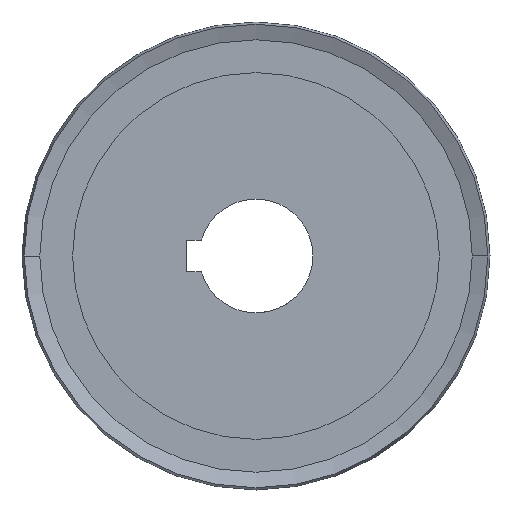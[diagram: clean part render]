
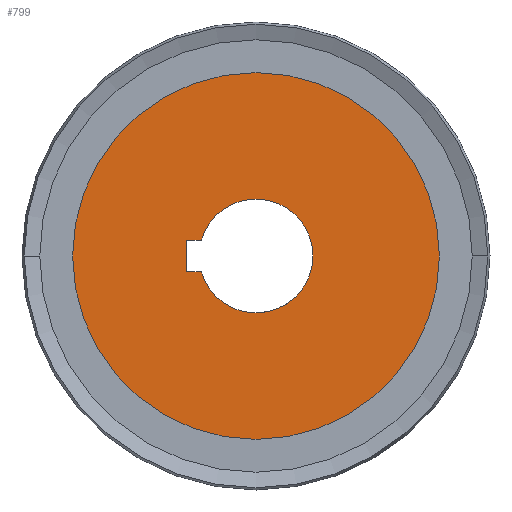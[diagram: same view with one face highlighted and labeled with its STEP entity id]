
A CAD part, left-side view. The second image highlights one B-rep face of the part: STEP entity #799.
In plain terms, the highlighted planar face has unit normal (-1, 0, 0).
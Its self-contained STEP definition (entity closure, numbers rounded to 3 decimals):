
#799 = ADVANCED_FACE( '', ( #2108, #2109 ), #2110, .T. );
#2108 = FACE_BOUND( '', #3464, .T. );
#2109 = FACE_OUTER_BOUND( '', #3465, .T. );
#2110 = PLANE( '', #3466 );
#3464 = EDGE_LOOP( '', ( #9172, #9173, #9174, #9175, #9176 ) );
#3465 = EDGE_LOOP( '', ( #9177, #9178 ) );
#3466 = AXIS2_PLACEMENT_3D( '', #9179, #9180, #9181 );
#9172 = ORIENTED_EDGE( '', *, *, #9566, .T. );
#9173 = ORIENTED_EDGE( '', *, *, #9531, .F. );
#9174 = ORIENTED_EDGE( '', *, *, #11356, .F. );
#9175 = ORIENTED_EDGE( '', *, *, #9571, .T. );
#9176 = ORIENTED_EDGE( '', *, *, #9575, .T. );
#9177 = ORIENTED_EDGE( '', *, *, #9501, .T. );
#9178 = ORIENTED_EDGE( '', *, *, #11366, .T. );
#9179 = CARTESIAN_POINT( '', ( 0., 19., 0. ) );
#9180 = DIRECTION( '', ( -1., 0., 0. ) );
#9181 = DIRECTION( '', ( 0., 1., 0. ) );
#9501 = EDGE_CURVE( '', #11460, #11464, #11466, .T. );
#9531 = EDGE_CURVE( '', #11517, #11520, #11521, .T. );
#9566 = EDGE_CURVE( '', #11589, #11520, #11590, .T. );
#9571 = EDGE_CURVE( '', #11599, #11597, #11600, .T. );
#9575 = EDGE_CURVE( '', #11597, #11589, #11604, .T. );
#11356 = EDGE_CURVE( '', #11599, #11517, #14561, .T. );
#11366 = EDGE_CURVE( '', #11464, #11460, #14571, .T. );
#11460 = VERTEX_POINT( '', #14719 );
#11464 = VERTEX_POINT( '', #14724 );
#11466 = CIRCLE( '', #14727, 29. );
#11517 = VERTEX_POINT( '', #14792 );
#11520 = VERTEX_POINT( '', #14796 );
#11521 = CIRCLE( '', #14797, 9. );
#11589 = VERTEX_POINT( '', #15161 );
#11590 = LINE( '', #15162, #15163 );
#11597 = VERTEX_POINT( '', #15173 );
#11599 = VERTEX_POINT( '', #15176 );
#11600 = LINE( '', #15177, #15178 );
#11604 = LINE( '', #15184, #15185 );
#14561 = CIRCLE( '', #19033, 9. );
#14571 = CIRCLE( '', #19043, 29. );
#14719 = CARTESIAN_POINT( '', ( 0., 29., 0. ) );
#14724 = CARTESIAN_POINT( '', ( 0., -29., 0. ) );
#14727 = AXIS2_PLACEMENT_3D( '', #19259, #19260, #19261 );
#14792 = CARTESIAN_POINT( '', ( 0., -9., 0. ) );
#14796 = CARTESIAN_POINT( '', ( 0., 8.646, 2.5 ) );
#14797 = AXIS2_PLACEMENT_3D( '', #19319, #19320, #19321 );
#15161 = CARTESIAN_POINT( '', ( 0., 11., 2.5 ) );
#15162 = CARTESIAN_POINT( '', ( 0., 9.5, 2.5 ) );
#15163 = VECTOR( '', #19333, 1. );
#15173 = CARTESIAN_POINT( '', ( 0., 11., -2.5 ) );
#15176 = CARTESIAN_POINT( '', ( 0., 8.646, -2.5 ) );
#15177 = CARTESIAN_POINT( '', ( 0., 15., -2.5 ) );
#15178 = VECTOR( '', #19338, 1. );
#15184 = CARTESIAN_POINT( '', ( 0., 11., 1.25 ) );
#15185 = VECTOR( '', #19344, 1. );
#19033 = AXIS2_PLACEMENT_3D( '', #23404, #23405, #23406 );
#19043 = AXIS2_PLACEMENT_3D( '', #23434, #23435, #23436 );
#19259 = CARTESIAN_POINT( '', ( 0., 0., 0. ) );
#19260 = DIRECTION( '', ( -1., 0., 0. ) );
#19261 = DIRECTION( '', ( 0., 1., 0. ) );
#19319 = CARTESIAN_POINT( '', ( 0., 0., 0. ) );
#19320 = DIRECTION( '', ( -1., 0., 0. ) );
#19321 = DIRECTION( '', ( 0., 1., 0. ) );
#19333 = DIRECTION( '', ( 0., -1., 0. ) );
#19338 = DIRECTION( '', ( 0., 1., 0. ) );
#19344 = DIRECTION( '', ( 0., 0., 1. ) );
#23404 = CARTESIAN_POINT( '', ( 0., 0., 0. ) );
#23405 = DIRECTION( '', ( -1., 0., 0. ) );
#23406 = DIRECTION( '', ( 0., 1., 0. ) );
#23434 = CARTESIAN_POINT( '', ( 0., 0., 0. ) );
#23435 = DIRECTION( '', ( -1., 0., 0. ) );
#23436 = DIRECTION( '', ( 0., 1., 0. ) );
